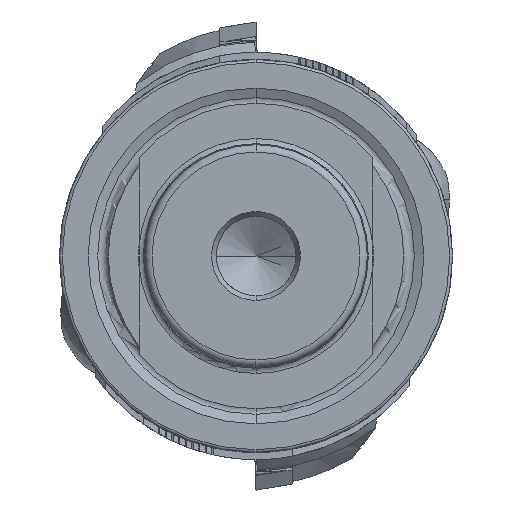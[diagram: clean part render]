
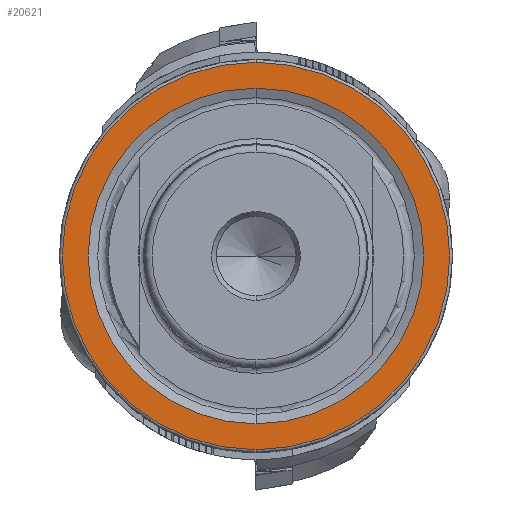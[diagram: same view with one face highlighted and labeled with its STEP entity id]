
A CAD part, left-side view. The second image highlights one B-rep face of the part: STEP entity #20621.
In plain terms, the highlighted planar face has unit normal (-1, 0, 0).
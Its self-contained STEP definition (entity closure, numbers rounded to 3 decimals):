
#183 = VERTEX_POINT ( 'NONE', #12979 ) ;
#293 = VERTEX_POINT ( 'NONE', #13089 ) ;
#480 = VERTEX_POINT ( 'NONE', #13276 ) ;
#536 = VERTEX_POINT ( 'NONE', #13332 ) ;
#7478 = CARTESIAN_POINT ( 'NONE',  ( 24., 17.932, 0. ) ) ;
#7481 = PLANE ( 'NONE',  #21259 ) ;
#7483 = DIRECTION ( 'NONE',  ( 1., 0., 0. ) ) ;
#7484 = DIRECTION ( 'NONE',  ( 0., 0., -1. ) ) ;
#9584 = EDGE_LOOP ( 'NONE', ( #9737, #9738 ) ) ;
#9586 = EDGE_LOOP ( 'NONE', ( #9739, #9741 ) ) ;
#9737 = ORIENTED_EDGE ( 'NONE', *, *, #15920, .F. ) ;
#9738 = ORIENTED_EDGE ( 'NONE', *, *, #15565, .F. ) ;
#9739 = ORIENTED_EDGE ( 'NONE', *, *, #15561, .T. ) ;
#9741 = ORIENTED_EDGE ( 'NONE', *, *, #15921, .T. ) ;
#12979 = CARTESIAN_POINT ( 'NONE',  ( 24., 0., -17.932 ) ) ;
#13089 = CARTESIAN_POINT ( 'NONE',  ( 24., 0., -20.7 ) ) ;
#13276 = CARTESIAN_POINT ( 'NONE',  ( 24., 0., 17.932 ) ) ;
#13332 = CARTESIAN_POINT ( 'NONE',  ( 24., 0., 20.7 ) ) ;
#15561 = EDGE_CURVE ( 'NONE', #536, #293, #16624, .T. ) ;
#15565 = EDGE_CURVE ( 'NONE', #183, #480, #16627, .T. ) ;
#15920 = EDGE_CURVE ( 'NONE', #480, #183, #16805, .T. ) ;
#15921 = EDGE_CURVE ( 'NONE', #293, #536, #16806, .T. ) ;
#16624 = CIRCLE ( 'NONE', #20480, 20.7 ) ;
#16627 = CIRCLE ( 'NONE', #20486, 17.932 ) ;
#16805 = CIRCLE ( 'NONE', #20904, 17.932 ) ;
#16806 = CIRCLE ( 'NONE', #20906, 20.7 ) ;
#17091 = FACE_OUTER_BOUND ( 'NONE', #9586, .T. ) ;
#17099 = FACE_BOUND ( 'NONE', #9584, .T. ) ;
#20480 = AXIS2_PLACEMENT_3D ( 'NONE', #22388, #22389, #22390 ) ;
#20486 = AXIS2_PLACEMENT_3D ( 'NONE', #22399, #22400, #22401 ) ;
#20621 = ADVANCED_FACE ( 'NONE', ( #17099, #17091 ), #7481, .F. ) ;
#20904 = AXIS2_PLACEMENT_3D ( 'NONE', #23360, #23361, #23362 ) ;
#20906 = AXIS2_PLACEMENT_3D ( 'NONE', #23363, #23364, #23365 ) ;
#21259 = AXIS2_PLACEMENT_3D ( 'NONE', #7478, #7483, #7484 ) ;
#22388 = CARTESIAN_POINT ( 'NONE',  ( 24., 0., 0. ) ) ;
#22389 = DIRECTION ( 'NONE',  ( -1., 0., 0. ) ) ;
#22390 = DIRECTION ( 'NONE',  ( 0., 0., 1. ) ) ;
#22399 = CARTESIAN_POINT ( 'NONE',  ( 24., 0., 0. ) ) ;
#22400 = DIRECTION ( 'NONE',  ( -1., 0., 0. ) ) ;
#22401 = DIRECTION ( 'NONE',  ( 0., 0., 1. ) ) ;
#23360 = CARTESIAN_POINT ( 'NONE',  ( 24., 0., 0. ) ) ;
#23361 = DIRECTION ( 'NONE',  ( -1., 0., 0. ) ) ;
#23362 = DIRECTION ( 'NONE',  ( 0., 0., 1. ) ) ;
#23363 = CARTESIAN_POINT ( 'NONE',  ( 24., 0., 0. ) ) ;
#23364 = DIRECTION ( 'NONE',  ( -1., 0., 0. ) ) ;
#23365 = DIRECTION ( 'NONE',  ( 0., 0., 1. ) ) ;
